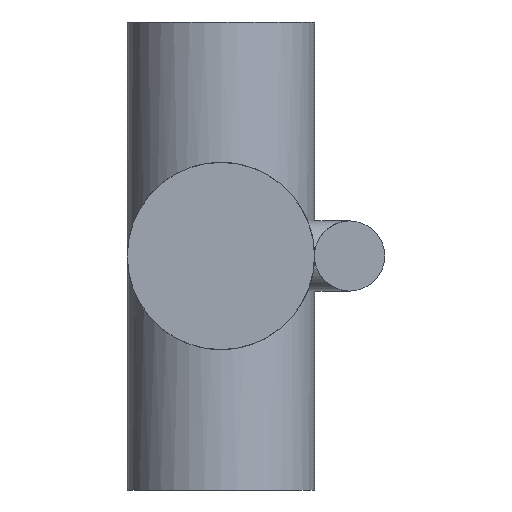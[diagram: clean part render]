
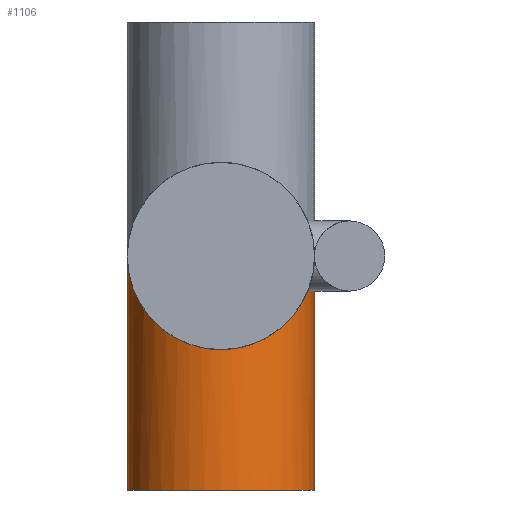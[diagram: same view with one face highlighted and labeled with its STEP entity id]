
A CAD part, left-side view. The second image highlights one B-rep face of the part: STEP entity #1106.
In plain terms, the highlighted cylindrical face has radius 12 mm (diameter 24 mm), a full revolution.
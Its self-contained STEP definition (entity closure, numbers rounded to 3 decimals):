
#105=FACE_OUTER_BOUND('',#182,.T.);
#182=EDGE_LOOP('',(#890,#891,#892,#893,#894,#895,#896));
#233=CIRCLE('',#1223,12.);
#330=ELLIPSE('',#1162,16.971,12.);
#334=ELLIPSE('',#1169,16.971,12.);
#343=ELLIPSE('',#1197,16.971,12.);
#344=ELLIPSE('',#1201,16.971,12.);
#371=LINE('',#2616,#411);
#411=VECTOR('',#1456,12.);
#425=VERTEX_POINT('',#1607);
#427=VERTEX_POINT('',#1610);
#428=VERTEX_POINT('',#1612);
#437=VERTEX_POINT('',#1717);
#490=VERTEX_POINT('',#2609);
#533=EDGE_CURVE('',#425,#427,#330,.T.);
#550=EDGE_CURVE('',#427,#437,#334,.T.);
#587=EDGE_CURVE('',#437,#428,#343,.T.);
#590=EDGE_CURVE('',#428,#425,#344,.T.);
#630=EDGE_CURVE('',#490,#490,#233,.T.);
#633=EDGE_CURVE('',#437,#490,#371,.T.);
#890=ORIENTED_EDGE('',*,*,#590,.F.);
#891=ORIENTED_EDGE('',*,*,#587,.F.);
#892=ORIENTED_EDGE('',*,*,#633,.T.);
#893=ORIENTED_EDGE('',*,*,#630,.F.);
#894=ORIENTED_EDGE('',*,*,#633,.F.);
#895=ORIENTED_EDGE('',*,*,#550,.F.);
#896=ORIENTED_EDGE('',*,*,#533,.F.);
#1055=CYLINDRICAL_SURFACE('',#1226,12.);
#1106=ADVANCED_FACE('',(#105),#1055,.T.);
#1162=AXIS2_PLACEMENT_3D('',#1611,#1301,#1302);
#1169=AXIS2_PLACEMENT_3D('',#1747,#1320,#1321);
#1197=AXIS2_PLACEMENT_3D('',#2077,#1386,#1387);
#1201=AXIS2_PLACEMENT_3D('',#2081,#1394,#1395);
#1223=AXIS2_PLACEMENT_3D('',#2610,#1447,#1448);
#1226=AXIS2_PLACEMENT_3D('',#2615,#1454,#1455);
#1301=DIRECTION('center_axis',(0.707,0.,0.707));
#1302=DIRECTION('ref_axis',(0.707,0.,-0.707));
#1320=DIRECTION('center_axis',(-0.707,0.,0.707));
#1321=DIRECTION('ref_axis',(0.707,0.,0.707));
#1386=DIRECTION('center_axis',(-0.707,0.,0.707));
#1387=DIRECTION('ref_axis',(0.707,0.,0.707));
#1394=DIRECTION('center_axis',(0.707,0.,0.707));
#1395=DIRECTION('ref_axis',(0.707,0.,-0.707));
#1447=DIRECTION('center_axis',(0.,0.,-1.));
#1448=DIRECTION('ref_axis',(1.,0.,0.));
#1454=DIRECTION('center_axis',(0.,0.,1.));
#1455=DIRECTION('ref_axis',(1.,0.,0.));
#1456=DIRECTION('',(0.,0.,-1.));
#1607=CARTESIAN_POINT('',(54.5,0.,-12.));
#1610=CARTESIAN_POINT('',(42.5,12.,0.));
#1611=CARTESIAN_POINT('Origin',(42.5,0.,0.));
#1612=CARTESIAN_POINT('',(42.5,-12.,0.));
#1717=CARTESIAN_POINT('',(30.5,0.,-12.));
#1747=CARTESIAN_POINT('Origin',(42.5,0.,0.));
#2077=CARTESIAN_POINT('Origin',(42.5,0.,0.));
#2081=CARTESIAN_POINT('Origin',(42.5,0.,0.));
#2609=CARTESIAN_POINT('',(30.5,0.,-30.));
#2610=CARTESIAN_POINT('Origin',(42.5,0.,-30.));
#2615=CARTESIAN_POINT('Origin',(42.5,0.,0.));
#2616=CARTESIAN_POINT('',(30.5,0.,0.));
